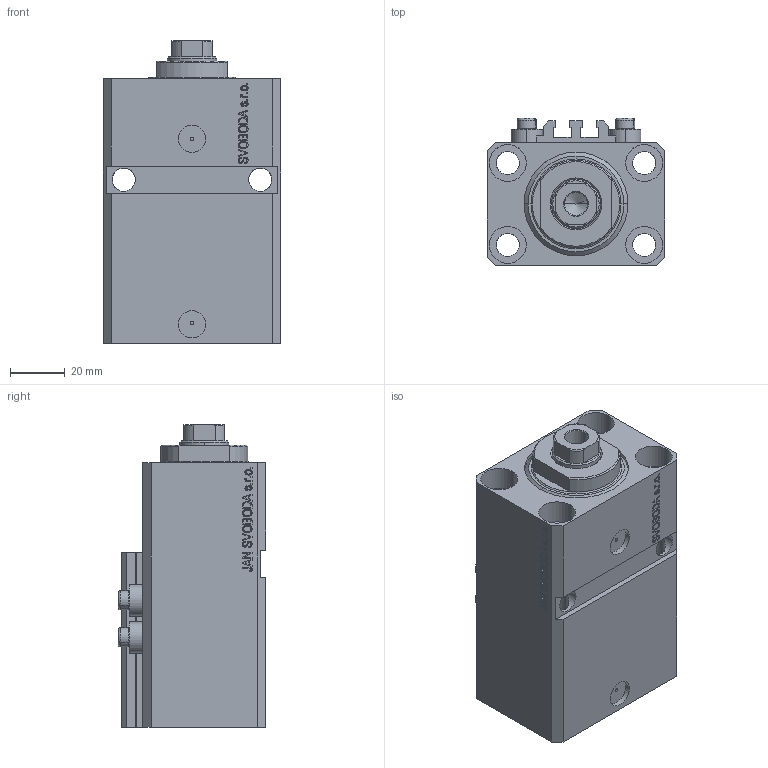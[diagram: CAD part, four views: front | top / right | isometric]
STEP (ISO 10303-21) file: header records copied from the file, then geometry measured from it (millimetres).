
FILE_DESCRIPTION (( 'STEP AP203' ), '1' );
FILE_NAME ('dc03.STEP', '2024-01-25T11:32:41', ( '' ), ( '' ), 'SwSTEP 2.0', 'SolidWorks 2019', '' );
FILE_SCHEMA (( 'CONFIG_CONTROL_DESIGN' ));
Length unit declared in the file: millimetre
Products named in the file (5): V250CE_VC_E 653363a7f71c13ed61e0012d73124fe2; dc03; V250CE_C_VCP 653363a7f71c13ed61e0012d73124fe2; V250CE_E_Body 653363a7f71c13ed61e0012d73124fe2; ALLEN BOLT V250CE 653363a7f71c13ed61e0012d73124fe2
Assembly tree (7 placements, depth 2):
  dc03
    V250CE_E_Body 653363a7f71c13ed61e0012d73124fe2
    ALLEN BOLT V250CE 653363a7f71c13ed61e0012d73124fe2  x4
    V250CE_C_VCP 653363a7f71c13ed61e0012d73124fe2
    V250CE_VC_E 653363a7f71c13ed61e0012d73124fe2
Bounding box: 65 x 54 x 111 mm (x, y, z)
Volume: 251170.8 mm3; surface area: 70298.8 mm2
Topology: 8 solids, 8 shells, 1067 faces, 2673 edges, 1736 vertices
Faces by surface type: plane 511, bspline 360, cylinder 126, cone 56, torus 14
Entity records: 47213 total; most frequent: CARTESIAN_POINT 25042, ORIENTED_EDGE 5036, DIRECTION 3252, EDGE_CURVE 2518, VERTEX_POINT 1652, VECTOR 1520, LINE 1520, EDGE_LOOP 1126
